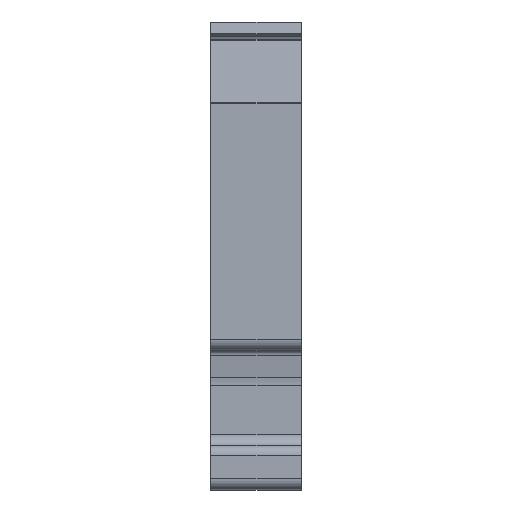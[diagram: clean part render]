
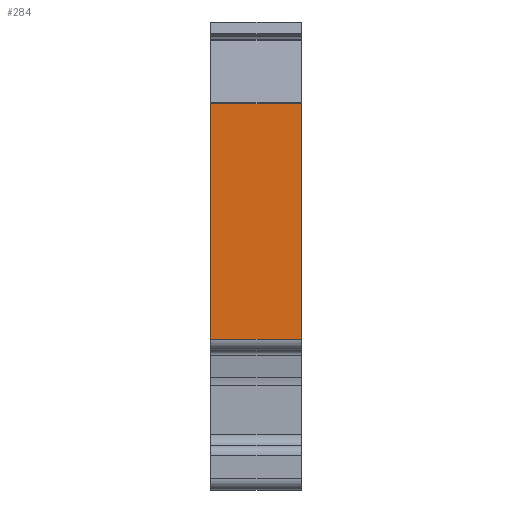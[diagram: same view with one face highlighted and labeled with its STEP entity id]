
A CAD part, left-side view. The second image highlights one B-rep face of the part: STEP entity #284.
In plain terms, the highlighted planar face has unit normal (-1, 0, 0).
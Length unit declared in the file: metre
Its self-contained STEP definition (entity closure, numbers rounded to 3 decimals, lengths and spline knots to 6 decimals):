
#284 = ADVANCED_FACE( 'NONE', ( #711 ), #712, .F. );
#711 = FACE_OUTER_BOUND( '', #1281, .T. );
#712 = PLANE( '', #1282 );
#1281 = EDGE_LOOP( '', ( #2082, #2083, #2084, #2085 ) );
#1282 = AXIS2_PLACEMENT_3D( '', #2086, #2087, #2088 );
#2082 = ORIENTED_EDGE( '', *, *, #3716, .F. );
#2083 = ORIENTED_EDGE( '', *, *, #3717, .F. );
#2084 = ORIENTED_EDGE( '', *, *, #3718, .T. );
#2085 = ORIENTED_EDGE( '', *, *, #3719, .T. );
#2086 = CARTESIAN_POINT( '', ( -0.02905, 0.00815, -0.0059 ) );
#2087 = DIRECTION( '', ( 1., 0., 0. ) );
#2088 = DIRECTION( '', ( 0., 0., 1. ) );
#3716 = EDGE_CURVE( 'NONE', #4585, #4586, #4587, .T. );
#3717 = EDGE_CURVE( 'NONE', #4588, #4585, #4589, .T. );
#3718 = EDGE_CURVE( 'NONE', #4588, #4590, #4591, .T. );
#3719 = EDGE_CURVE( 'NONE', #4590, #4586, #4592, .T. );
#4585 = VERTEX_POINT( 'NONE', #5792 );
#4586 = VERTEX_POINT( 'NONE', #5793 );
#4587 = LINE( '', #5794, #5795 );
#4588 = VERTEX_POINT( 'NONE', #5796 );
#4589 = LINE( '', #5797, #5798 );
#4590 = VERTEX_POINT( 'NONE', #5799 );
#4591 = LINE( '', #5800, #5801 );
#4592 = LINE( '', #5802, #5803 );
#5792 = CARTESIAN_POINT( '', ( -0.02905, 0., 0.015345 ) );
#5793 = CARTESIAN_POINT( '', ( -0.02905, 0., -0.0059 ) );
#5794 = CARTESIAN_POINT( '', ( -0.02905, 0., 0.021637 ) );
#5795 = VECTOR( '', #6937, 1. );
#5796 = CARTESIAN_POINT( '', ( -0.02905, 0.00815, 0.015345 ) );
#5797 = CARTESIAN_POINT( '', ( -0.02905, 0.00815, 0.015345 ) );
#5798 = VECTOR( '', #6938, 1. );
#5799 = CARTESIAN_POINT( '', ( -0.02905, 0.00815, -0.0059 ) );
#5800 = CARTESIAN_POINT( '', ( -0.02905, 0.00815, -0.0059 ) );
#5801 = VECTOR( '', #6939, 1. );
#5802 = CARTESIAN_POINT( '', ( -0.02905, 0.00815, -0.0059 ) );
#5803 = VECTOR( '', #6940, 1. );
#6937 = DIRECTION( '', ( 0., 0., -1. ) );
#6938 = DIRECTION( '', ( 0., -1., 0. ) );
#6939 = DIRECTION( '', ( 0., 0., -1. ) );
#6940 = DIRECTION( '', ( 0., -1., 0. ) );
